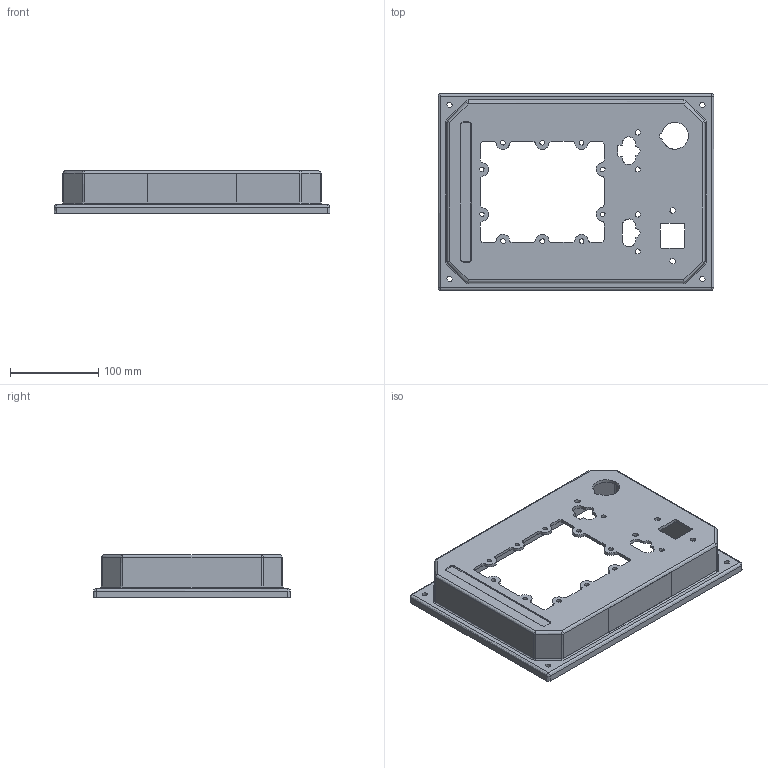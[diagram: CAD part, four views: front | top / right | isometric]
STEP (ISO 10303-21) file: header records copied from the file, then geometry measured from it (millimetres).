
FILE_DESCRIPTION(('FTC-08 geometry with PMI representation and/or presentation','from the NIST MBE PMI Validation and Conformance Testing Project','https://go.usa.gov/mGVm'),'2;1');
FILE_NAME('nist_ftc_08_asme1_ap242-e1-tg.stp','2019-05-24T16:03:21+01:00',(''),(''),'','','');
FILE_SCHEMA(('AP242_MANAGED_MODEL_BASED_3D_ENGINEERING_MIM_LF {1 0 10303 442 1 1 4 }'));
Length unit declared in the file: millimetre
Products named in the file (1): NIST PMI FTC 08 ASME1
Bounding box: 311.59 x 222.69 x 48.26 mm (x, y, z)
Volume: 503280.8 mm3; surface area: 194844.4 mm2
Topology: 1 solids, 2 shells, 273 faces, 0 edges, 0 vertices
Faces by surface type: other 273
Entity records: 12621 total; most frequent: COORDINATES_LIST 2942, TESSELLATED_CURVE_SET 2940, CARTESIAN_POINT 1093, DIRECTION 528, PRESENTATION_STYLE_ASSIGNMENT 340, FILL_AREA_STYLE_COLOUR 280, FILL_AREA_STYLE 280, COMPLEX_TRIANGULATED_FACE 273
